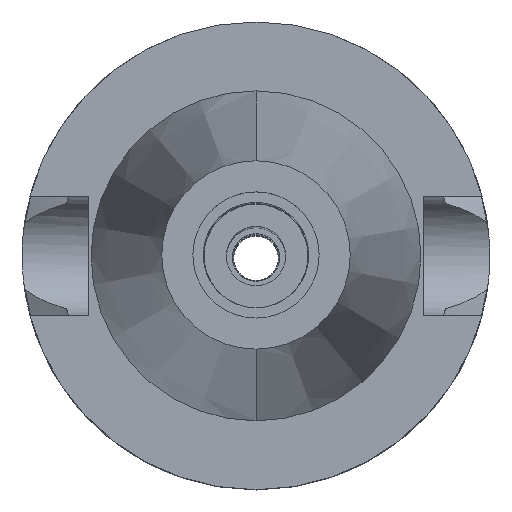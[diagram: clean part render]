
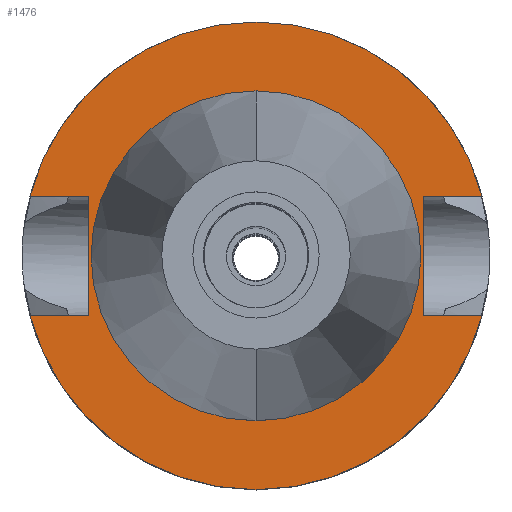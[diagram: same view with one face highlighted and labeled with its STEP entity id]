
A CAD part, top view. The second image highlights one B-rep face of the part: STEP entity #1476.
In plain terms, the highlighted planar face has unit normal (0, 0, 1).
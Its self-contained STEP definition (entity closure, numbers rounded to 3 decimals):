
#121=DIRECTION('',(0.,1.,0.));
#122=VECTOR('',#121,16.1);
#123=CARTESIAN_POINT('',(-22.5,-8.05,-1.));
#124=LINE('',#123,#122);
#128=CARTESIAN_POINT('',(0.,0.,-1.));
#129=DIRECTION('',(0.,0.,-1.));
#130=DIRECTION('',(-0.967,0.256,0.));
#131=AXIS2_PLACEMENT_3D('',#128,#129,#130);
#136=CARTESIAN_POINT('',(0.,0.,-1.));
#137=DIRECTION('',(0.,0.,-1.));
#138=DIRECTION('',(0.,1.,0.));
#139=AXIS2_PLACEMENT_3D('',#136,#137,#138);
#144=DIRECTION('',(0.,-1.,0.));
#145=VECTOR('',#144,16.1);
#146=CARTESIAN_POINT('',(22.5,8.05,-1.));
#147=LINE('',#146,#145);
#151=DIRECTION('',(1.,0.,0.));
#152=VECTOR('',#151,7.954);
#153=CARTESIAN_POINT('',(22.5,-8.05,-1.));
#154=LINE('',#153,#152);
#158=CARTESIAN_POINT('',(0.,0.,-1.));
#159=DIRECTION('',(0.,0.,-1.));
#160=DIRECTION('',(0.967,-0.256,0.));
#161=AXIS2_PLACEMENT_3D('',#158,#159,#160);
#166=CARTESIAN_POINT('',(0.,0.,-1.));
#167=DIRECTION('',(0.,0.,-1.));
#168=DIRECTION('',(0.,-1.,0.));
#169=AXIS2_PLACEMENT_3D('',#166,#167,#168);
#174=DIRECTION('',(1.,0.,0.));
#175=VECTOR('',#174,7.954);
#176=CARTESIAN_POINT('',(-30.454,-8.05,-1.));
#177=LINE('',#176,#175);
#181=CARTESIAN_POINT('',(0.,0.,-1.));
#182=DIRECTION('',(0.,0.,1.));
#183=DIRECTION('',(0.,-1.,0.));
#184=AXIS2_PLACEMENT_3D('',#181,#182,#183);
#189=CARTESIAN_POINT('',(0.,0.,-1.));
#190=DIRECTION('',(0.,0.,1.));
#191=DIRECTION('',(0.,1.,0.));
#192=AXIS2_PLACEMENT_3D('',#189,#190,#191);
#357=DIRECTION('',(1.,0.,0.));
#358=VECTOR('',#357,7.954);
#359=CARTESIAN_POINT('',(22.5,8.05,-1.));
#360=LINE('',#359,#358);
#418=DIRECTION('',(1.,0.,0.));
#419=VECTOR('',#418,7.954);
#420=CARTESIAN_POINT('',(-30.454,8.05,-1.));
#421=LINE('',#420,#419);
#1333=CARTESIAN_POINT('',(-22.5,-8.05,-1.));
#1334=VERTEX_POINT('',#1333);
#1335=CARTESIAN_POINT('',(-30.454,-8.05,-1.));
#1336=VERTEX_POINT('',#1335);
#1339=CARTESIAN_POINT('',(-22.5,8.05,-1.));
#1340=VERTEX_POINT('',#1339);
#1341=CARTESIAN_POINT('',(-30.454,8.05,-1.));
#1342=VERTEX_POINT('',#1341);
#1343=CARTESIAN_POINT('',(0.,31.5,-1.));
#1344=CARTESIAN_POINT('',(30.454,8.05,-1.));
#1345=VERTEX_POINT('',#1343);
#1346=VERTEX_POINT('',#1344);
#1347=CARTESIAN_POINT('',(22.5,8.05,-1.));
#1348=VERTEX_POINT('',#1347);
#1349=CARTESIAN_POINT('',(22.5,-8.05,-1.));
#1350=VERTEX_POINT('',#1349);
#1351=CARTESIAN_POINT('',(30.454,-8.05,-1.));
#1352=VERTEX_POINT('',#1351);
#1353=CARTESIAN_POINT('',(0.,-31.5,-1.));
#1354=VERTEX_POINT('',#1353);
#1355=CARTESIAN_POINT('',(0.,-22.225,-1.));
#1356=CARTESIAN_POINT('',(0.,22.225,-1.));
#1357=VERTEX_POINT('',#1355);
#1358=VERTEX_POINT('',#1356);
#1445=CARTESIAN_POINT('',(0.,0.,-1.));
#1446=DIRECTION('',(0.,0.,-1.));
#1447=DIRECTION('',(0.,-1.,0.));
#1448=AXIS2_PLACEMENT_3D('',#1445,#1446,#1447);
#1449=PLANE('',#1448);
#1451=ORIENTED_EDGE('',*,*,#1450,.T.);
#1453=ORIENTED_EDGE('',*,*,#1452,.F.);
#1455=ORIENTED_EDGE('',*,*,#1454,.T.);
#1457=ORIENTED_EDGE('',*,*,#1456,.T.);
#1459=ORIENTED_EDGE('',*,*,#1458,.F.);
#1461=ORIENTED_EDGE('',*,*,#1460,.T.);
#1463=ORIENTED_EDGE('',*,*,#1462,.T.);
#1465=ORIENTED_EDGE('',*,*,#1464,.T.);
#1467=ORIENTED_EDGE('',*,*,#1466,.T.);
#1469=ORIENTED_EDGE('',*,*,#1468,.T.);
#1470=EDGE_LOOP('',(#1451,#1453,#1455,#1457,#1459,#1461,#1463,#1465,#1467,
#1469));
#1471=FACE_OUTER_BOUND('',#1470,.F.);
#1472=ORIENTED_EDGE('',*,*,#1424,.T.);
#1473=ORIENTED_EDGE('',*,*,#1440,.T.);
#1474=EDGE_LOOP('',(#1472,#1473));
#1475=FACE_BOUND('',#1474,.F.);
#132=CIRCLE('',#131,31.5);
#140=CIRCLE('',#139,31.5);
#162=CIRCLE('',#161,31.5);
#170=CIRCLE('',#169,31.5);
#185=CIRCLE('',#184,22.225);
#193=CIRCLE('',#192,22.225);
#1424=EDGE_CURVE('',#1357,#1358,#185,.T.);
#1440=EDGE_CURVE('',#1358,#1357,#193,.T.);
#1450=EDGE_CURVE('',#1334,#1340,#124,.T.);
#1452=EDGE_CURVE('',#1342,#1340,#421,.T.);
#1454=EDGE_CURVE('',#1342,#1345,#132,.T.);
#1456=EDGE_CURVE('',#1345,#1346,#140,.T.);
#1458=EDGE_CURVE('',#1348,#1346,#360,.T.);
#1460=EDGE_CURVE('',#1348,#1350,#147,.T.);
#1462=EDGE_CURVE('',#1350,#1352,#154,.T.);
#1464=EDGE_CURVE('',#1352,#1354,#162,.T.);
#1466=EDGE_CURVE('',#1354,#1336,#170,.T.);
#1468=EDGE_CURVE('',#1336,#1334,#177,.T.);
#1476=ADVANCED_FACE('',(#1471,#1475),#1449,.F.);
